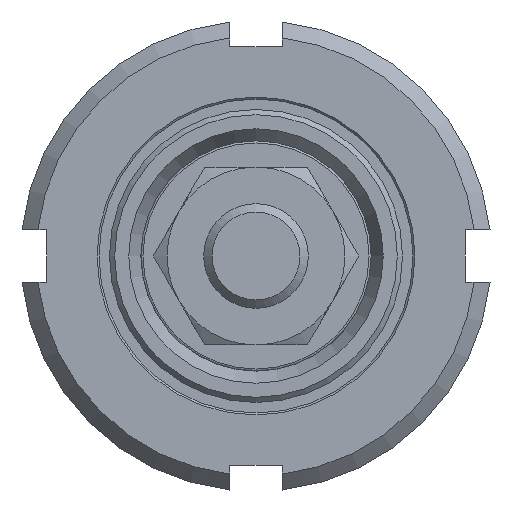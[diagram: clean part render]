
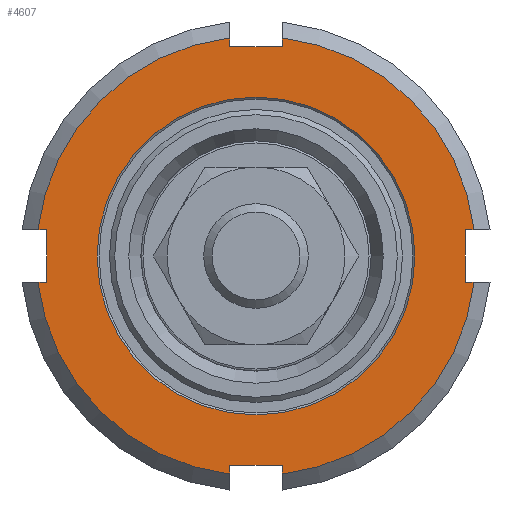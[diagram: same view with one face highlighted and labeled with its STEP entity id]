
A CAD part, front view. The second image highlights one B-rep face of the part: STEP entity #4607.
In plain terms, the highlighted face is planar.
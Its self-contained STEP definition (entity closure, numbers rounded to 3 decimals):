
#239=FACE_BOUND('',#965,.T.);
#335=PLANE('',#5494);
#655=FACE_OUTER_BOUND('',#964,.T.);
#964=EDGE_LOOP('',(#4049,#4050,#4051,#4052,#4053,#4054,#4055,#4056,#4057,
#4058,#4059,#4060,#4061,#4062,#4063,#4064));
#965=EDGE_LOOP('',(#4065));
#1120=LINE('',#9436,#1309);
#1121=LINE('',#9442,#1310);
#1125=LINE('',#9454,#1314);
#1130=LINE('',#9465,#1319);
#1131=LINE('',#9471,#1320);
#1135=LINE('',#9483,#1324);
#1140=LINE('',#9494,#1329);
#1141=LINE('',#9500,#1330);
#1145=LINE('',#9512,#1334);
#1153=LINE('',#9552,#1342);
#1154=LINE('',#9558,#1343);
#1156=LINE('',#9561,#1345);
#1309=VECTOR('',#6837,10.);
#1310=VECTOR('',#6840,10.);
#1314=VECTOR('',#6846,10.);
#1319=VECTOR('',#6853,10.);
#1320=VECTOR('',#6856,10.);
#1324=VECTOR('',#6862,10.);
#1329=VECTOR('',#6869,10.);
#1330=VECTOR('',#6872,10.);
#1334=VECTOR('',#6878,10.);
#1342=VECTOR('',#6924,10.);
#1343=VECTOR('',#6927,10.);
#1345=VECTOR('',#6931,10.);
#1697=CIRCLE('',#5486,21.);
#1698=CIRCLE('',#5488,21.);
#1699=CIRCLE('',#5490,21.);
#1700=CIRCLE('',#5495,21.);
#1701=CIRCLE('',#5496,15.188);
#2111=VERTEX_POINT('',#9433);
#2112=VERTEX_POINT('',#9435);
#2113=VERTEX_POINT('',#9441);
#2117=VERTEX_POINT('',#9450);
#2121=VERTEX_POINT('',#9462);
#2122=VERTEX_POINT('',#9464);
#2123=VERTEX_POINT('',#9470);
#2127=VERTEX_POINT('',#9479);
#2131=VERTEX_POINT('',#9491);
#2132=VERTEX_POINT('',#9493);
#2133=VERTEX_POINT('',#9499);
#2137=VERTEX_POINT('',#9508);
#2144=VERTEX_POINT('',#9537);
#2146=VERTEX_POINT('',#9549);
#2147=VERTEX_POINT('',#9551);
#2148=VERTEX_POINT('',#9557);
#2149=VERTEX_POINT('',#9564);
#2733=EDGE_CURVE('',#2112,#2111,#1120,.T.);
#2735=EDGE_CURVE('',#2111,#2113,#1121,.T.);
#2740=EDGE_CURVE('',#2113,#2117,#1125,.T.);
#2745=EDGE_CURVE('',#2122,#2121,#1130,.T.);
#2747=EDGE_CURVE('',#2121,#2123,#1131,.T.);
#2752=EDGE_CURVE('',#2123,#2127,#1135,.T.);
#2757=EDGE_CURVE('',#2132,#2131,#1140,.T.);
#2759=EDGE_CURVE('',#2131,#2133,#1141,.T.);
#2764=EDGE_CURVE('',#2133,#2137,#1145,.T.);
#2778=EDGE_CURVE('',#2132,#2144,#1697,.T.);
#2780=EDGE_CURVE('',#2122,#2137,#1698,.T.);
#2781=EDGE_CURVE('',#2112,#2127,#1699,.T.);
#2784=EDGE_CURVE('',#2147,#2146,#1153,.T.);
#2786=EDGE_CURVE('',#2146,#2148,#1154,.T.);
#2788=EDGE_CURVE('',#2148,#2144,#1156,.T.);
#2789=EDGE_CURVE('',#2147,#2117,#1700,.T.);
#2790=EDGE_CURVE('',#2149,#2149,#1701,.T.);
#4049=ORIENTED_EDGE('',*,*,#2740,.T.);
#4050=ORIENTED_EDGE('',*,*,#2789,.F.);
#4051=ORIENTED_EDGE('',*,*,#2784,.T.);
#4052=ORIENTED_EDGE('',*,*,#2786,.T.);
#4053=ORIENTED_EDGE('',*,*,#2788,.T.);
#4054=ORIENTED_EDGE('',*,*,#2778,.F.);
#4055=ORIENTED_EDGE('',*,*,#2757,.T.);
#4056=ORIENTED_EDGE('',*,*,#2759,.T.);
#4057=ORIENTED_EDGE('',*,*,#2764,.T.);
#4058=ORIENTED_EDGE('',*,*,#2780,.F.);
#4059=ORIENTED_EDGE('',*,*,#2745,.T.);
#4060=ORIENTED_EDGE('',*,*,#2747,.T.);
#4061=ORIENTED_EDGE('',*,*,#2752,.T.);
#4062=ORIENTED_EDGE('',*,*,#2781,.F.);
#4063=ORIENTED_EDGE('',*,*,#2733,.T.);
#4064=ORIENTED_EDGE('',*,*,#2735,.T.);
#4065=ORIENTED_EDGE('',*,*,#2790,.F.);
#4607=ADVANCED_FACE('',(#655,#239),#335,.F.);
#5486=AXIS2_PLACEMENT_3D('',#9538,#6910,#6911);
#5488=AXIS2_PLACEMENT_3D('',#9543,#6914,#6915);
#5490=AXIS2_PLACEMENT_3D('',#9545,#6918,#6919);
#5494=AXIS2_PLACEMENT_3D('',#9562,#6932,#6933);
#5495=AXIS2_PLACEMENT_3D('',#9563,#6934,#6935);
#5496=AXIS2_PLACEMENT_3D('',#9565,#6936,#6937);
#6837=DIRECTION('',(-1.,0.,0.));
#6840=DIRECTION('',(0.,1.,0.));
#6846=DIRECTION('',(1.,0.,0.));
#6853=DIRECTION('',(0.,1.,0.));
#6856=DIRECTION('',(1.,0.,0.));
#6862=DIRECTION('',(0.,-1.,0.));
#6869=DIRECTION('',(1.,0.,0.));
#6872=DIRECTION('',(0.,-1.,0.));
#6878=DIRECTION('',(-1.,0.,0.));
#6910=DIRECTION('center_axis',(0.,0.,-1.));
#6911=DIRECTION('ref_axis',(-1.,0.,0.));
#6914=DIRECTION('center_axis',(0.,0.,-1.));
#6915=DIRECTION('ref_axis',(-1.,0.,0.));
#6918=DIRECTION('center_axis',(0.,0.,-1.));
#6919=DIRECTION('ref_axis',(-1.,0.,0.));
#6924=DIRECTION('',(0.,-1.,0.));
#6927=DIRECTION('',(-1.,0.,0.));
#6931=DIRECTION('',(0.,1.,0.));
#6932=DIRECTION('center_axis',(0.,0.,-1.));
#6933=DIRECTION('ref_axis',(-1.,0.,0.));
#6934=DIRECTION('center_axis',(0.,0.,-1.));
#6935=DIRECTION('ref_axis',(-1.,0.,0.));
#6936=DIRECTION('center_axis',(0.,0.,1.));
#6937=DIRECTION('ref_axis',(-1.,0.,0.));
#9433=CARTESIAN_POINT('',(20.,-2.5,7.));
#9435=CARTESIAN_POINT('',(20.851,-2.5,7.));
#9436=CARTESIAN_POINT('',(12.5,-2.5,7.));
#9441=CARTESIAN_POINT('',(20.,2.5,7.));
#9442=CARTESIAN_POINT('',(20.,-1.25,7.));
#9450=CARTESIAN_POINT('',(20.851,2.5,7.));
#9454=CARTESIAN_POINT('',(10.,2.5,7.));
#9462=CARTESIAN_POINT('',(-2.5,-20.,7.));
#9464=CARTESIAN_POINT('',(-2.5,-20.851,7.));
#9465=CARTESIAN_POINT('',(-2.5,-12.5,7.));
#9470=CARTESIAN_POINT('',(2.5,-20.,7.));
#9471=CARTESIAN_POINT('',(-1.25,-20.,7.));
#9479=CARTESIAN_POINT('',(2.5,-20.851,7.));
#9483=CARTESIAN_POINT('',(2.5,-10.,7.));
#9491=CARTESIAN_POINT('',(-20.,2.5,7.));
#9493=CARTESIAN_POINT('',(-20.851,2.5,7.));
#9494=CARTESIAN_POINT('',(-12.5,2.5,7.));
#9499=CARTESIAN_POINT('',(-20.,-2.5,7.));
#9500=CARTESIAN_POINT('',(-20.,1.25,7.));
#9508=CARTESIAN_POINT('',(-20.851,-2.5,7.));
#9512=CARTESIAN_POINT('',(-10.,-2.5,7.));
#9537=CARTESIAN_POINT('',(-2.5,20.851,7.));
#9538=CARTESIAN_POINT('Origin',(0.,0.,7.));
#9543=CARTESIAN_POINT('Origin',(0.,0.,7.));
#9545=CARTESIAN_POINT('Origin',(0.,0.,7.));
#9549=CARTESIAN_POINT('',(2.5,20.,7.));
#9551=CARTESIAN_POINT('',(2.5,20.851,7.));
#9552=CARTESIAN_POINT('',(2.5,12.5,7.));
#9557=CARTESIAN_POINT('',(-2.5,20.,7.));
#9558=CARTESIAN_POINT('',(1.25,20.,7.));
#9561=CARTESIAN_POINT('',(-2.5,10.,7.));
#9562=CARTESIAN_POINT('Origin',(0.,0.,7.));
#9563=CARTESIAN_POINT('Origin',(0.,0.,7.));
#9564=CARTESIAN_POINT('',(15.188,0.,7.));
#9565=CARTESIAN_POINT('Origin',(0.,0.,7.));
